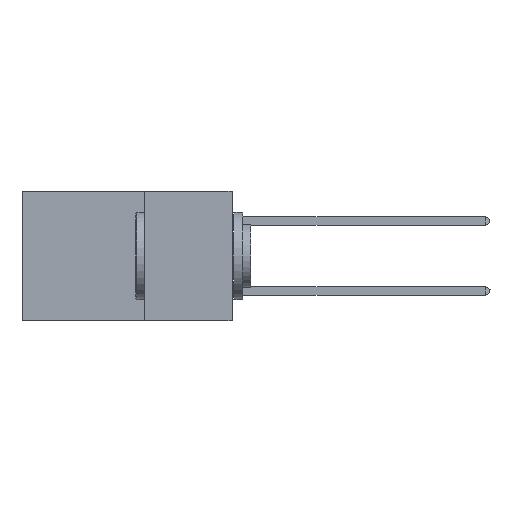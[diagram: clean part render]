
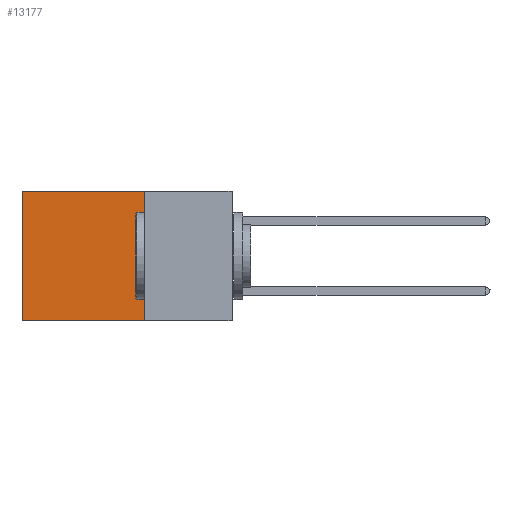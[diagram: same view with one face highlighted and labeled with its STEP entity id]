
A CAD part, left-side view. The second image highlights one B-rep face of the part: STEP entity #13177.
In plain terms, the highlighted planar face has unit normal (-1, 0, 0).
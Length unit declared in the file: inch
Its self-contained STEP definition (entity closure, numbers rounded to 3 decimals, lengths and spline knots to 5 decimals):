
#1506 = EDGE_CURVE ( 'NONE', #24997, #30893, #30976, .T. ) ;
#3459 = ORIENTED_EDGE ( 'NONE', *, *, #8860, .T. ) ;
#4632 = DIRECTION ( 'NONE',  ( 1., 0., 0. ) ) ;
#5509 = CARTESIAN_POINT ( 'NONE',  ( 0.2875, 0.25, 0. ) ) ;
#6582 = VECTOR ( 'NONE', #28272, 39.37008 ) ;
#8767 = DIRECTION ( 'NONE',  ( 0., 0., -1. ) ) ;
#8860 = EDGE_CURVE ( 'NONE', #9261, #35008, #18763, .T. ) ;
#9261 = VERTEX_POINT ( 'NONE', #21994 ) ;
#9915 = EDGE_CURVE ( 'NONE', #35008, #30893, #29383, .T. ) ;
#10870 = DIRECTION ( 'NONE',  ( 0., 0., -1. ) ) ;
#11046 = DIRECTION ( 'NONE',  ( 0., 1., 0. ) ) ;
#11089 = VECTOR ( 'NONE', #41613, 39.37008 ) ;
#12199 = CARTESIAN_POINT ( 'NONE',  ( 0.2875, 0.25, 0. ) ) ;
#13177 = ADVANCED_FACE ( 'NONE', ( #23568 ), #33541, .F. ) ;
#13371 = CARTESIAN_POINT ( 'NONE',  ( 0.2875, 0.6, -0.37 ) ) ;
#13630 = ORIENTED_EDGE ( 'NONE', *, *, #31362, .F. ) ;
#14026 = VECTOR ( 'NONE', #8767, 39.37008 ) ;
#14312 = CARTESIAN_POINT ( 'NONE',  ( 0.2875, 0.25, 0. ) ) ;
#14456 = CARTESIAN_POINT ( 'NONE',  ( 0.2875, 0.6, 0. ) ) ;
#15039 = LINE ( 'NONE', #5509, #14026 ) ;
#17703 = ORIENTED_EDGE ( 'NONE', *, *, #1506, .F. ) ;
#18763 = LINE ( 'NONE', #12199, #6582 ) ;
#21994 = CARTESIAN_POINT ( 'NONE',  ( 0.2875, 0.25, 0. ) ) ;
#23568 = FACE_OUTER_BOUND ( 'NONE', #32419, .T. ) ;
#24921 = ORIENTED_EDGE ( 'NONE', *, *, #9915, .T. ) ;
#24997 = VERTEX_POINT ( 'NONE', #38608 ) ;
#28024 = AXIS2_PLACEMENT_3D ( 'NONE', #14312, #4632, #10870 ) ;
#28272 = DIRECTION ( 'NONE',  ( 0., 1., 0. ) ) ;
#29383 = LINE ( 'NONE', #38349, #11089 ) ;
#30560 = CARTESIAN_POINT ( 'NONE',  ( 0.2875, 0.25, -0.37 ) ) ;
#30893 = VERTEX_POINT ( 'NONE', #13371 ) ;
#30976 = LINE ( 'NONE', #30560, #36538 ) ;
#31362 = EDGE_CURVE ( 'NONE', #9261, #24997, #15039, .T. ) ;
#32419 = EDGE_LOOP ( 'NONE', ( #24921, #17703, #13630, #3459 ) ) ;
#33541 = PLANE ( 'NONE',  #28024 ) ;
#35008 = VERTEX_POINT ( 'NONE', #14456 ) ;
#36538 = VECTOR ( 'NONE', #11046, 39.37008 ) ;
#38349 = CARTESIAN_POINT ( 'NONE',  ( 0.2875, 0.6, 0. ) ) ;
#38608 = CARTESIAN_POINT ( 'NONE',  ( 0.2875, 0.25, -0.37 ) ) ;
#41613 = DIRECTION ( 'NONE',  ( 0., 0., -1. ) ) ;
